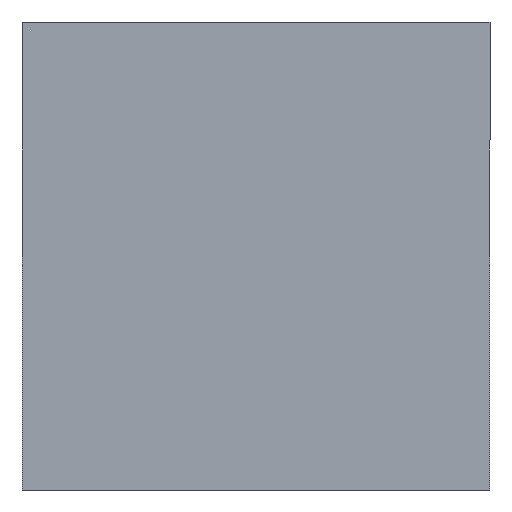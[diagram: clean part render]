
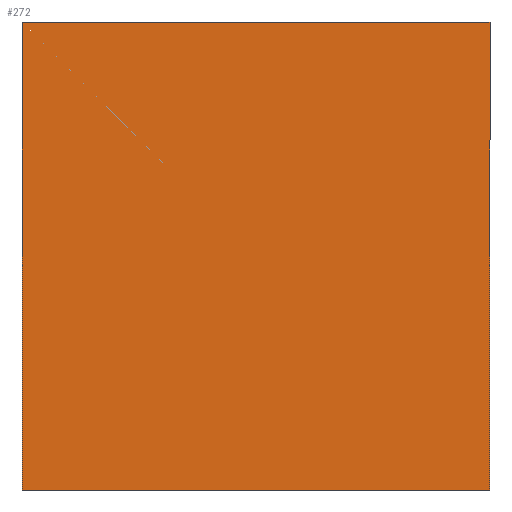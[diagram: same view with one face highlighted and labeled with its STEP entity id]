
A CAD part, front view. The second image highlights one B-rep face of the part: STEP entity #272.
In plain terms, the highlighted planar face has unit normal (0, -1, 0).
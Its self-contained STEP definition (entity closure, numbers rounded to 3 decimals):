
#1 = ORIENTED_EDGE ( 'NONE', *, *, #93, .F. ) ;
#2 = CARTESIAN_POINT ( 'NONE',  ( -400., 0., -400. ) ) ;
#45 = ORIENTED_EDGE ( 'NONE', *, *, #157, .F. ) ;
#60 = VECTOR ( 'NONE', #152, 1000. ) ;
#62 = LINE ( 'NONE', #328, #287 ) ;
#70 = LINE ( 'NONE', #179, #60 ) ;
#71 = VERTEX_POINT ( 'NONE', #2 ) ;
#79 = ORIENTED_EDGE ( 'NONE', *, *, #292, .F. ) ;
#93 = EDGE_CURVE ( 'NONE', #105, #71, #108, .T. ) ;
#104 = CARTESIAN_POINT ( 'NONE',  ( -400., 0., -400. ) ) ;
#105 = VERTEX_POINT ( 'NONE', #253 ) ;
#106 = DIRECTION ( 'NONE',  ( -1., 0., 0. ) ) ;
#108 = LINE ( 'NONE', #104, #237 ) ;
#135 = DIRECTION ( 'NONE',  ( 0., 0., -1. ) ) ;
#152 = DIRECTION ( 'NONE',  ( 0., 0., 1. ) ) ;
#153 = EDGE_LOOP ( 'NONE', ( #79, #321, #45, #1 ) ) ;
#157 = EDGE_CURVE ( 'NONE', #71, #212, #70, .T. ) ;
#161 = DIRECTION ( 'NONE',  ( 0., 1., 0. ) ) ;
#162 = CARTESIAN_POINT ( 'NONE',  ( 400., 0., 400. ) ) ;
#164 = CARTESIAN_POINT ( 'NONE',  ( 400., 0., -400. ) ) ;
#169 = AXIS2_PLACEMENT_3D ( 'NONE', #295, #161, #265 ) ;
#179 = CARTESIAN_POINT ( 'NONE',  ( -400., 0., -400. ) ) ;
#212 = VERTEX_POINT ( 'NONE', #270 ) ;
#220 = FACE_OUTER_BOUND ( 'NONE', #153, .T. ) ;
#237 = VECTOR ( 'NONE', #106, 1000. ) ;
#253 = CARTESIAN_POINT ( 'NONE',  ( 400., 0., -400. ) ) ;
#265 = DIRECTION ( 'NONE',  ( 0., 0., 1. ) ) ;
#267 = LINE ( 'NONE', #164, #305 ) ;
#270 = CARTESIAN_POINT ( 'NONE',  ( -400., 0., 400. ) ) ;
#272 = ADVANCED_FACE ( 'NONE', ( #220 ), #334, .F. ) ;
#287 = VECTOR ( 'NONE', #336, 1000. ) ;
#288 = EDGE_CURVE ( 'NONE', #212, #342, #62, .T. ) ;
#292 = EDGE_CURVE ( 'NONE', #342, #105, #267, .T. ) ;
#295 = CARTESIAN_POINT ( 'NONE',  ( 0., 0., 0. ) ) ;
#305 = VECTOR ( 'NONE', #135, 1000. ) ;
#321 = ORIENTED_EDGE ( 'NONE', *, *, #288, .F. ) ;
#328 = CARTESIAN_POINT ( 'NONE',  ( -400., 0., 400. ) ) ;
#334 = PLANE ( 'NONE',  #169 ) ;
#336 = DIRECTION ( 'NONE',  ( 1., 0., 0. ) ) ;
#342 = VERTEX_POINT ( 'NONE', #162 ) ;
